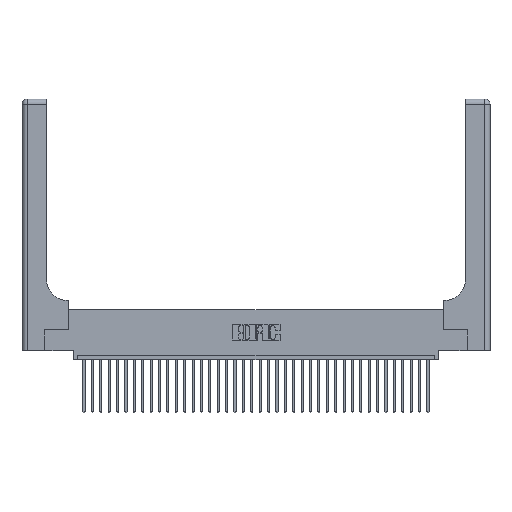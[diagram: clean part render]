
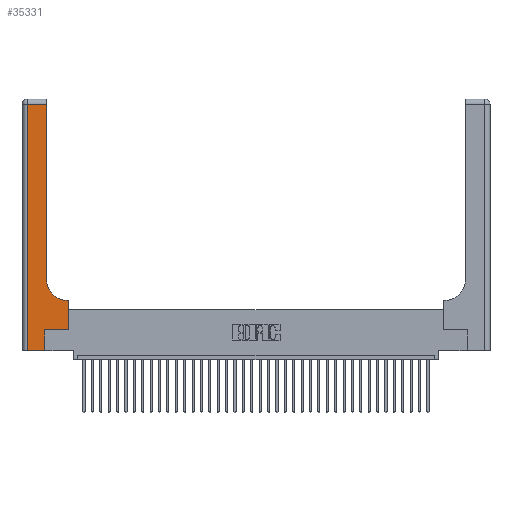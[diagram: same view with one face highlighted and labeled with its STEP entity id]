
A CAD part, top view. The second image highlights one B-rep face of the part: STEP entity #35331.
In plain terms, the highlighted planar face has unit normal (0, 0, 1).
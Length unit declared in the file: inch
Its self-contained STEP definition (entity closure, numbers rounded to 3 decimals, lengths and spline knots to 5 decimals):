
#680 = LINE ( 'NONE', #11852, #14467 ) ;
#2049 = PLANE ( 'NONE',  #13658 ) ;
#2174 = CARTESIAN_POINT ( 'NONE',  ( 0.2915, 3., 0.37 ) ) ;
#2425 = DIRECTION ( 'NONE',  ( -1., 0., 0. ) ) ;
#2484 = VERTEX_POINT ( 'NONE', #22906 ) ;
#2599 = DIRECTION ( 'NONE',  ( -1., 0., 0. ) ) ;
#3157 = CARTESIAN_POINT ( 'NONE',  ( 0., 2.94, 0.37 ) ) ;
#3508 = ORIENTED_EDGE ( 'NONE', *, *, #13904, .T. ) ;
#4357 = ORIENTED_EDGE ( 'NONE', *, *, #25855, .T. ) ;
#4960 = DIRECTION ( 'NONE',  ( 1., 0., 0. ) ) ;
#5130 = DIRECTION ( 'NONE',  ( 0., 0., -1. ) ) ;
#5290 = CIRCLE ( 'NONE', #22075, 0.25 ) ;
#5372 = CARTESIAN_POINT ( 'NONE',  ( 0., 3., 0.37 ) ) ;
#5969 = VECTOR ( 'NONE', #18371, 39.37008 ) ;
#6935 = CARTESIAN_POINT ( 'NONE',  ( 0., 0., 0.37 ) ) ;
#9344 = CARTESIAN_POINT ( 'NONE',  ( 0.269, 0., 0.37 ) ) ;
#10247 = VECTOR ( 'NONE', #4960, 39.37008 ) ;
#10328 = EDGE_CURVE ( 'NONE', #28851, #2484, #11382, .T. ) ;
#10706 = EDGE_CURVE ( 'NONE', #13274, #19470, #680, .T. ) ;
#10974 = DIRECTION ( 'NONE',  ( 0., 1., 0. ) ) ;
#11280 = ORIENTED_EDGE ( 'NONE', *, *, #35332, .T. ) ;
#11382 = LINE ( 'NONE', #16758, #16763 ) ;
#11511 = DIRECTION ( 'NONE',  ( -1., 0., 0. ) ) ;
#11852 = CARTESIAN_POINT ( 'NONE',  ( 0.06, 3., 0.37 ) ) ;
#12997 = CARTESIAN_POINT ( 'NONE',  ( 0.06, 2.94, 0.37 ) ) ;
#13274 = VERTEX_POINT ( 'NONE', #12997 ) ;
#13658 = AXIS2_PLACEMENT_3D ( 'NONE', #5372, #5130, #2425 ) ;
#13904 = EDGE_CURVE ( 'NONE', #33684, #28851, #34807, .T. ) ;
#14170 = VECTOR ( 'NONE', #14937, 39.37008 ) ;
#14222 = ORIENTED_EDGE ( 'NONE', *, *, #10328, .T. ) ;
#14378 = VECTOR ( 'NONE', #11511, 39.37008 ) ;
#14467 = VECTOR ( 'NONE', #15466, 39.37008 ) ;
#14937 = DIRECTION ( 'NONE',  ( 0., 1., 0. ) ) ;
#15466 = DIRECTION ( 'NONE',  ( 0., -1., 0. ) ) ;
#15575 = VECTOR ( 'NONE', #34493, 39.37008 ) ;
#15988 = CARTESIAN_POINT ( 'NONE',  ( 0.269, 0.25, 0.37 ) ) ;
#16758 = CARTESIAN_POINT ( 'NONE',  ( 0.2915, 0.6, 0.37 ) ) ;
#16763 = VECTOR ( 'NONE', #2599, 39.37008 ) ;
#17022 = CARTESIAN_POINT ( 'NONE',  ( 0.5585, 0.25, 0.37 ) ) ;
#18371 = DIRECTION ( 'NONE',  ( 1., 0., 0. ) ) ;
#18647 = LINE ( 'NONE', #9344, #14170 ) ;
#19470 = VERTEX_POINT ( 'NONE', #30852 ) ;
#20682 = VECTOR ( 'NONE', #10974, 39.37008 ) ;
#20928 = CARTESIAN_POINT ( 'NONE',  ( 0.5415, 0.85, 0.37 ) ) ;
#21164 = EDGE_CURVE ( 'NONE', #25156, #13274, #33205, .T. ) ;
#21346 = VERTEX_POINT ( 'NONE', #34500 ) ;
#22075 = AXIS2_PLACEMENT_3D ( 'NONE', #20928, #34816, #23672 ) ;
#22305 = ORIENTED_EDGE ( 'NONE', *, *, #36345, .T. ) ;
#22877 = EDGE_LOOP ( 'NONE', ( #11280, #24495, #28886, #22305, #4357, #34736, #3508, #14222, #35744 ) ) ;
#22906 = CARTESIAN_POINT ( 'NONE',  ( 0.5415, 0.6, 0.37 ) ) ;
#22968 = EDGE_CURVE ( 'NONE', #25127, #33684, #33518, .T. ) ;
#23672 = DIRECTION ( 'NONE',  ( 1., 0., 0. ) ) ;
#24495 = ORIENTED_EDGE ( 'NONE', *, *, #21164, .T. ) ;
#25127 = VERTEX_POINT ( 'NONE', #15988 ) ;
#25156 = VERTEX_POINT ( 'NONE', #33136 ) ;
#25250 = CARTESIAN_POINT ( 'NONE',  ( 0.5585, 0.6, 0.37 ) ) ;
#25828 = EDGE_CURVE ( 'NONE', #2484, #21346, #5290, .T. ) ;
#25855 = EDGE_CURVE ( 'NONE', #35770, #25127, #18647, .T. ) ;
#26983 = LINE ( 'NONE', #2174, #20682 ) ;
#27547 = CARTESIAN_POINT ( 'NONE',  ( 0.269, 0.25, 0.37 ) ) ;
#28851 = VERTEX_POINT ( 'NONE', #25250 ) ;
#28886 = ORIENTED_EDGE ( 'NONE', *, *, #10706, .T. ) ;
#30235 = CARTESIAN_POINT ( 'NONE',  ( 0.5585, 0.25, 0.37 ) ) ;
#30852 = CARTESIAN_POINT ( 'NONE',  ( 0.06, 0., 0.37 ) ) ;
#31697 = CARTESIAN_POINT ( 'NONE',  ( 0.269, 0., 0.37 ) ) ;
#33136 = CARTESIAN_POINT ( 'NONE',  ( 0.2915, 2.94, 0.37 ) ) ;
#33205 = LINE ( 'NONE', #3157, #14378 ) ;
#33518 = LINE ( 'NONE', #27547, #10247 ) ;
#33684 = VERTEX_POINT ( 'NONE', #17022 ) ;
#34493 = DIRECTION ( 'NONE',  ( 0., 1., 0. ) ) ;
#34500 = CARTESIAN_POINT ( 'NONE',  ( 0.2915, 0.85, 0.37 ) ) ;
#34587 = FACE_OUTER_BOUND ( 'NONE', #22877, .T. ) ;
#34736 = ORIENTED_EDGE ( 'NONE', *, *, #22968, .T. ) ;
#34807 = LINE ( 'NONE', #30235, #15575 ) ;
#34816 = DIRECTION ( 'NONE',  ( 0., 0., -1. ) ) ;
#35331 = ADVANCED_FACE ( 'NONE', ( #34587 ), #2049, .F. ) ;
#35332 = EDGE_CURVE ( 'NONE', #21346, #25156, #26983, .T. ) ;
#35744 = ORIENTED_EDGE ( 'NONE', *, *, #25828, .T. ) ;
#35770 = VERTEX_POINT ( 'NONE', #31697 ) ;
#36345 = EDGE_CURVE ( 'NONE', #19470, #35770, #36361, .T. ) ;
#36361 = LINE ( 'NONE', #6935, #5969 ) ;
